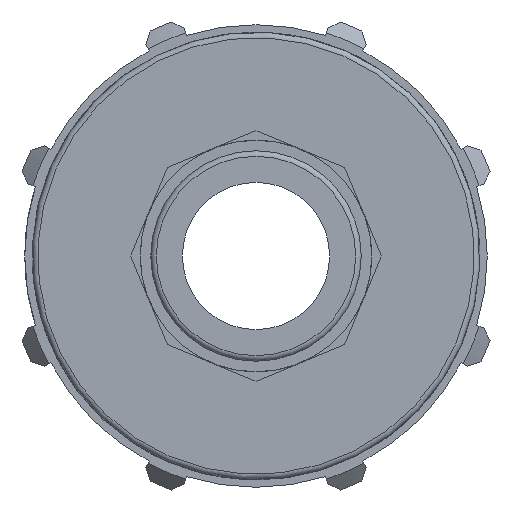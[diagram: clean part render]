
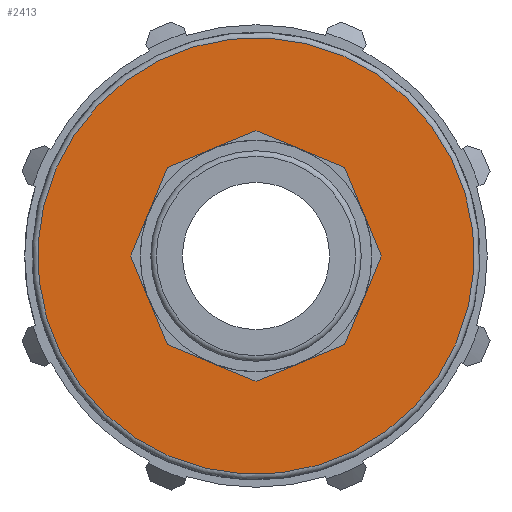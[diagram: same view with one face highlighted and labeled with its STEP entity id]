
A CAD part, left-side view. The second image highlights one B-rep face of the part: STEP entity #2413.
In plain terms, the highlighted planar face has unit normal (-1, 0, 0).
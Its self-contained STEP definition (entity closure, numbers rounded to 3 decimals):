
#486=PLANE('',#2597);
#555=FACE_BOUND('',#761,.T.);
#612=FACE_OUTER_BOUND('',#760,.T.);
#760=EDGE_LOOP('',(#1717));
#761=EDGE_LOOP('',(#1718));
#920=CIRCLE('',#2596,49.59);
#921=CIRCLE('',#2598,26.292);
#1071=VERTEX_POINT('',#3887);
#1072=VERTEX_POINT('',#3890);
#1334=EDGE_CURVE('',#1071,#1071,#920,.T.);
#1335=EDGE_CURVE('',#1072,#1072,#921,.T.);
#1717=ORIENTED_EDGE('',*,*,#1334,.F.);
#1718=ORIENTED_EDGE('',*,*,#1335,.T.);
#2413=ADVANCED_FACE('',(#612,#555),#486,.T.);
#2596=AXIS2_PLACEMENT_3D('',#3888,#2979,#2980);
#2597=AXIS2_PLACEMENT_3D('',#3889,#2981,#2982);
#2598=AXIS2_PLACEMENT_3D('',#3891,#2983,#2984);
#2979=DIRECTION('center_axis',(1.,0.,0.));
#2980=DIRECTION('ref_axis',(0.,-0.552,0.834));
#2981=DIRECTION('center_axis',(-1.,0.,0.));
#2982=DIRECTION('ref_axis',(0.,0.,1.));
#2983=DIRECTION('center_axis',(1.,0.,0.));
#2984=DIRECTION('ref_axis',(0.,0.,-1.));
#3887=CARTESIAN_POINT('',(63.333,27.36,-41.36));
#3888=CARTESIAN_POINT('Origin',(63.333,0.,0.));
#3889=CARTESIAN_POINT('Origin',(63.333,50.85,0.));
#3890=CARTESIAN_POINT('',(63.333,26.292,0.));
#3891=CARTESIAN_POINT('Origin',(63.333,0.,0.));
